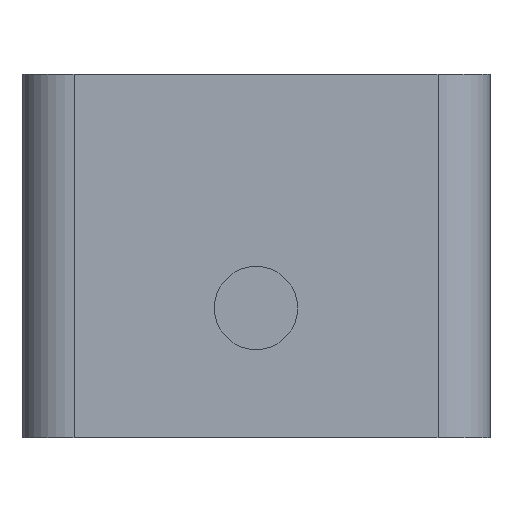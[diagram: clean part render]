
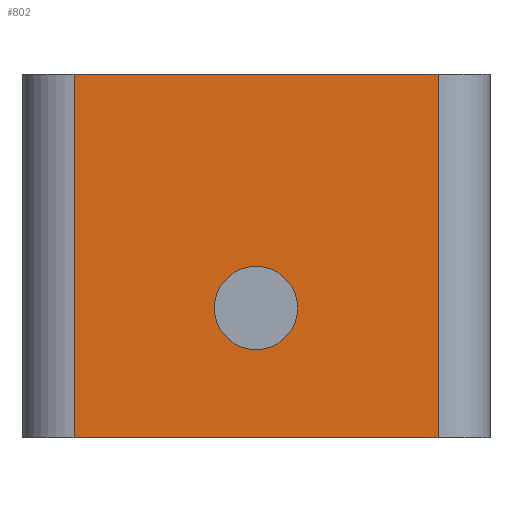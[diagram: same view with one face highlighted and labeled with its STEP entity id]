
A CAD part, front view. The second image highlights one B-rep face of the part: STEP entity #802.
In plain terms, the highlighted planar face has unit normal (0, -1, 0).
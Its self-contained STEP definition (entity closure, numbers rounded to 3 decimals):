
#326=CARTESIAN_POINT('',(-2.,-14.0,13.));
#327=VERTEX_POINT('',#326);
#335=CARTESIAN_POINT('',(12.,-14.,13.));
#336=VERTEX_POINT('',#335);
#337=CARTESIAN_POINT('',(12.,-14.,13.));
#338=DIRECTION('',(-1.0,0.0,0.0));
#339=VECTOR('',#338,14.);
#340=LINE('',#337,#339);
#341=EDGE_CURVE('',#336,#327,#340,.T.);
#476=CARTESIAN_POINT('',(12.,-14.,-1.0));
#477=VERTEX_POINT('',#476);
#485=CARTESIAN_POINT('',(-2.,-14.0,-1.0));
#486=VERTEX_POINT('',#485);
#487=CARTESIAN_POINT('',(-2.,-14.,-1.0));
#488=DIRECTION('',(1.0,0.0,0.0));
#489=VECTOR('',#488,14.);
#490=LINE('',#487,#489);
#491=EDGE_CURVE('',#486,#477,#490,.T.);
#575=CARTESIAN_POINT('',(-2.,-14.0,-1.0));
#576=DIRECTION('',(0.0,0.0,1.0));
#577=VECTOR('',#576,14.);
#578=LINE('',#575,#577);
#579=EDGE_CURVE('',#486,#327,#578,.T.);
#602=CARTESIAN_POINT('',(12.,-14.,13.));
#603=DIRECTION('',(0.0,0.0,-1.0));
#604=VECTOR('',#603,14.);
#605=LINE('',#602,#604);
#606=EDGE_CURVE('',#336,#477,#605,.T.);
#681=CARTESIAN_POINT('',(6.6,-14.,4.0));
#682=VERTEX_POINT('',#681);
#683=CARTESIAN_POINT('',(5.,-14.,4.0));
#684=DIRECTION('',(0.0,1.0,0.0));
#685=DIRECTION('',(-1.0,0.0,0.0));
#686=AXIS2_PLACEMENT_3D('',#683,#684,#685);
#687=CIRCLE('',#686,1.6);
#688=EDGE_CURVE('',#682,#682,#687,.T.);
#788=CARTESIAN_POINT('',(14.,-14.,0.0));
#789=DIRECTION('',(0.0,-1.0,0.0));
#790=DIRECTION('',(0.0,0.0,-1.0));
#791=AXIS2_PLACEMENT_3D('',#788,#789,#790);
#792=PLANE('',#791);
#793=ORIENTED_EDGE('',*,*,#579,.F.);
#794=ORIENTED_EDGE('',*,*,#491,.T.);
#795=ORIENTED_EDGE('',*,*,#606,.F.);
#796=ORIENTED_EDGE('',*,*,#341,.T.);
#797=EDGE_LOOP('',(#793,#794,#795,#796));
#798=FACE_OUTER_BOUND('',#797,.T.);
#799=ORIENTED_EDGE('',*,*,#688,.T.);
#800=EDGE_LOOP('',(#799));
#801=FACE_BOUND('',#800,.T.);
#802=ADVANCED_FACE('',(#798,#801),#792,.T.);
